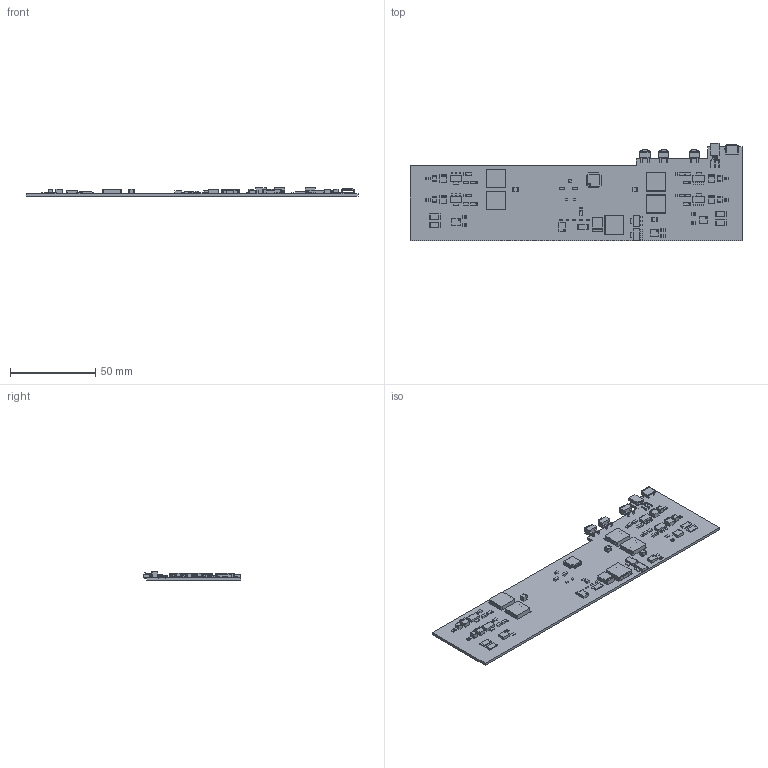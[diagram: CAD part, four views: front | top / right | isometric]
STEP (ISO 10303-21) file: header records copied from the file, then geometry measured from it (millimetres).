
FILE_DESCRIPTION(('Open CASCADE Model'),'2;1');
FILE_NAME('Open CASCADE Shape Model','2016-10-03T13:03:36',('Author'),( 'Open CASCADE'),'Open CASCADE STEP processor 6.2','Open CASCADE 6.2' ,'Unknown');
FILE_SCHEMA(('AUTOMOTIVE_DESIGN { 1 0 10303 214 1 1 1 1 }'));
Length unit declared in the file: millimetre
Products named in the file (212): PCB; Board; DA4; 662703080; Cylinder; 623406176; Extruded; VT15; 1007038256; VT14; VT13; VT12; VT11; VT10; VT9; VT8; VD18; VD17; VD16; VD15; R45; 623898304; 620266576; R44; R43; R42; R41; R40; R39; R38; VA1; 1007056176; 1011431744; R37; 623901504; 623898432; R36; R35; R34; 1023119280 ...
Assembly tree (479 placements, depth 4):
  PCB
    Board
    DA4
      662703080
        Cylinder
      623406176
        Extruded
    VT15
      1007038256
        Extruded
    VT14
      1007038256
        Extruded
    VT13
      1007038256
        Extruded
    VT12
      1007038256
        Extruded
    VT11
      1007038256
        Extruded
    VT10
      1007038256
        Extruded
    VT9
      1007038256
        Extruded
    VT8
      1007038256
        Extruded
    VD18
      1007038256
        Extruded
    VD17
      1007038256
        Extruded
    VD16
      1007038256
        Extruded
    VD15
      1007038256
        Extruded
    R45
      623898304  x2
        Extruded
      620266576
        Extruded
    R44
      623898304  x2
        Extruded
      620266576
        Extruded
    R43
      623898304  x2
        Extruded
      620266576
        Extruded
    R42
      623898304  x2
Bounding box: 195 x 57 x 5.03 mm (x, y, z)
Volume: 16669.6 mm3; surface area: 24855.3 mm2
Topology: 329 solids, 329 shells, 2031 faces, 4119 edges, 2746 vertices
Faces by surface type: plane 2025, cylinder 6
Full cylindrical faces by diameter (mm): 0.6 x1, 1 x5
Entity records: 28955 total; most frequent: DIRECTION 4441, CARTESIAN_POINT 4198, LINE 2631, VECTOR 2631, ORIENTED_EDGE 1770, PCURVE 1770, DEFINITIONAL_REPRESENTATION 1770, AXIS2_PLACEMENT_3D 905
